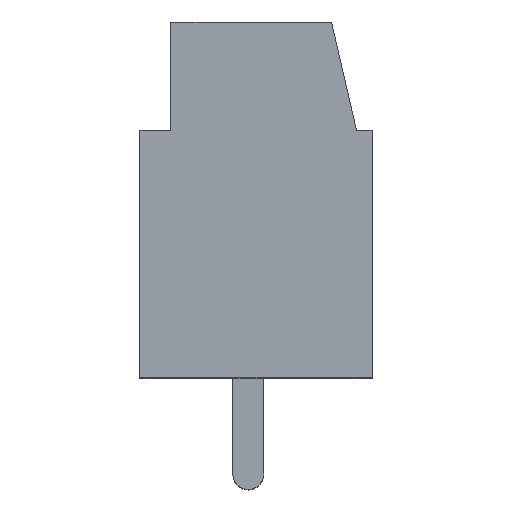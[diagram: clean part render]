
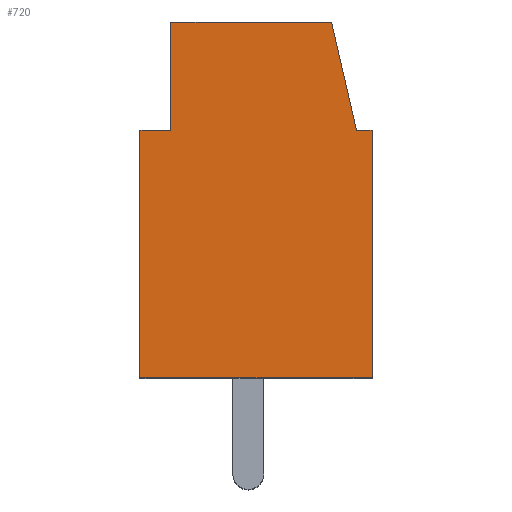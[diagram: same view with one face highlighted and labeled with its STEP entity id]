
A CAD part, top view. The second image highlights one B-rep face of the part: STEP entity #720.
In plain terms, the highlighted planar face has unit normal (0, 0, 1).
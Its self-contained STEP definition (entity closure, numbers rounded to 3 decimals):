
#720 = ADVANCED_FACE( '', ( #1439 ), #1440, .T. );
#1439 = FACE_OUTER_BOUND( '', #2169, .T. );
#1440 = PLANE( '', #2170 );
#2169 = EDGE_LOOP( '', ( #4307, #4308, #4309, #4310, #4311, #4312, #4313, #4314 ) );
#2170 = AXIS2_PLACEMENT_3D( '', #4315, #4316, #4317 );
#4307 = ORIENTED_EDGE( '', *, *, #4721, .T. );
#4308 = ORIENTED_EDGE( '', *, *, #5526, .T. );
#4309 = ORIENTED_EDGE( '', *, *, #5238, .T. );
#4310 = ORIENTED_EDGE( '', *, *, #5549, .F. );
#4311 = ORIENTED_EDGE( '', *, *, #5035, .F. );
#4312 = ORIENTED_EDGE( '', *, *, #4837, .T. );
#4313 = ORIENTED_EDGE( '', *, *, #4961, .T. );
#4314 = ORIENTED_EDGE( '', *, *, #5592, .T. );
#4315 = CARTESIAN_POINT( '', ( -8.433, 0.923, 0. ) );
#4316 = DIRECTION( '', ( 0., 0., 1. ) );
#4317 = DIRECTION( '', ( 1., 0., 0. ) );
#4721 = EDGE_CURVE( '', #5710, #5708, #5711, .T. );
#4837 = EDGE_CURVE( '', #5916, #5920, #5922, .T. );
#4961 = EDGE_CURVE( '', #5920, #6136, #6138, .T. );
#5035 = EDGE_CURVE( '', #5916, #6262, #6263, .T. );
#5238 = EDGE_CURVE( '', #6570, #6568, #6571, .T. );
#5526 = EDGE_CURVE( '', #5708, #6570, #6956, .T. );
#5549 = EDGE_CURVE( '', #6262, #6568, #6980, .T. );
#5592 = EDGE_CURVE( '', #6136, #5710, #7030, .T. );
#5708 = VERTEX_POINT( '', #7170 );
#5710 = VERTEX_POINT( '', #7173 );
#5711 = LINE( '', #7174, #7175 );
#5916 = VERTEX_POINT( '', #7455 );
#5920 = VERTEX_POINT( '', #7461 );
#5922 = LINE( '', #7464, #7465 );
#6136 = VERTEX_POINT( '', #7811 );
#6138 = LINE( '', #7814, #7815 );
#6262 = VERTEX_POINT( '', #7990 );
#6263 = LINE( '', #7991, #7992 );
#6568 = VERTEX_POINT( '', #8427 );
#6570 = VERTEX_POINT( '', #8430 );
#6571 = LINE( '', #8431, #8432 );
#6956 = LINE( '', #9059, #9060 );
#6980 = LINE( '', #9091, #9092 );
#7030 = LINE( '', #9157, #9158 );
#7170 = CARTESIAN_POINT( '', ( 0., 8., 0. ) );
#7173 = CARTESIAN_POINT( '', ( 0., 0., 0. ) );
#7174 = CARTESIAN_POINT( '', ( 0., 0., 0. ) );
#7175 = VECTOR( '', #9262, 1000. );
#7455 = CARTESIAN_POINT( '', ( -6.5, 8., 0. ) );
#7461 = CARTESIAN_POINT( '', ( -7.5, 8., 0. ) );
#7464 = CARTESIAN_POINT( '', ( -4., 8., 0. ) );
#7465 = VECTOR( '', #9398, 1000. );
#7811 = CARTESIAN_POINT( '', ( -7.5, 0., 0. ) );
#7814 = CARTESIAN_POINT( '', ( -7.5, 0., 0. ) );
#7815 = VECTOR( '', #9544, 1000. );
#7990 = CARTESIAN_POINT( '', ( -6.5, 11.5, 0. ) );
#7991 = CARTESIAN_POINT( '', ( -6.5, 0., 0. ) );
#7992 = VECTOR( '', #9617, 1000. );
#8427 = CARTESIAN_POINT( '', ( -1.308, 11.5, 0. ) );
#8430 = CARTESIAN_POINT( '', ( -0.5, 8., 0. ) );
#8431 = CARTESIAN_POINT( '', ( -0.5, 8., 0. ) );
#8432 = VECTOR( '', #9851, 1000. );
#9059 = CARTESIAN_POINT( '', ( -4., 8., 0. ) );
#9060 = VECTOR( '', #10127, 1000. );
#9091 = CARTESIAN_POINT( '', ( -4., 11.5, 0. ) );
#9092 = VECTOR( '', #10141, 1000. );
#9157 = CARTESIAN_POINT( '', ( -4., 0., 0. ) );
#9158 = VECTOR( '', #10184, 1000. );
#9262 = DIRECTION( '', ( 0., 1., 0. ) );
#9398 = DIRECTION( '', ( -1., 0., 0. ) );
#9544 = DIRECTION( '', ( 0., -1., 0. ) );
#9617 = DIRECTION( '', ( 0., 1., 0. ) );
#9851 = DIRECTION( '', ( -0.225, 0.974, 0. ) );
#10127 = DIRECTION( '', ( -1., 0., 0. ) );
#10141 = DIRECTION( '', ( 1., 0., 0. ) );
#10184 = DIRECTION( '', ( 1., 0., 0. ) );
